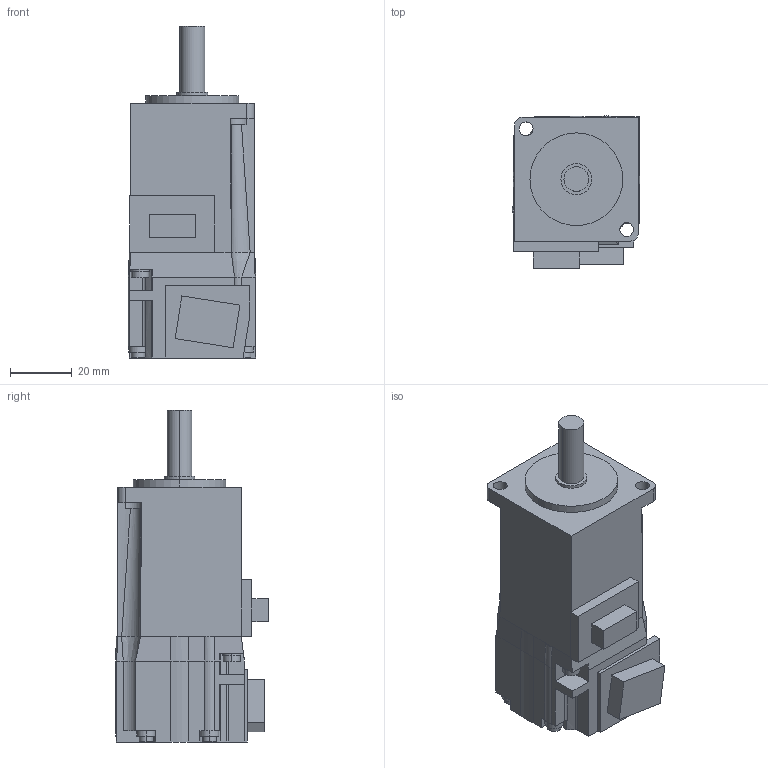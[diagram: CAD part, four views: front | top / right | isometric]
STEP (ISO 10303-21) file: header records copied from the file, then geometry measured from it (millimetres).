
FILE_DESCRIPTION((''),'2;1');
FILE_NAME('HG-KR13','2011-07-23T',('QG77621'),(''),'PRO/ENGINEER BY PARAMETRIC TECHNOLOGY CORPORATION, 2009400','PRO/ENGINEER BY PARAMETRIC TECHNOLOGY CORPORATION, 2009400','');
FILE_SCHEMA(('CONFIG_CONTROL_DESIGN'));
Length unit declared in the file: millimetre
Products named in the file (1): HG-KR13
Bounding box: 41.18 x 49.5 x 107.4 mm (x, y, z)
Volume: 131618.9 mm3; surface area: 18885.8 mm2
Topology: 1 solids, 1 shells, 180 faces, 456 edges, 295 vertices
Faces by surface type: plane 106, cylinder 63, bspline 9, cone 2
Entity records: 5855 total; most frequent: CARTESIAN_POINT 1420, ORIENTED_EDGE 912, DIRECTION 905, EDGE_CURVE 456, AXIS2_PLACEMENT_3D 302, VECTOR 301, LINE 301, VERTEX_POINT 295
